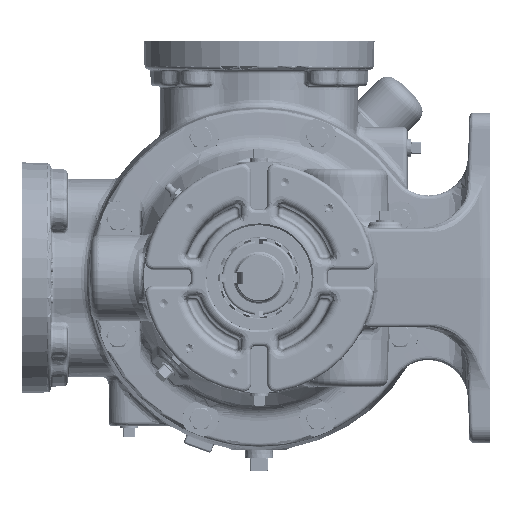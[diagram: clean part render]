
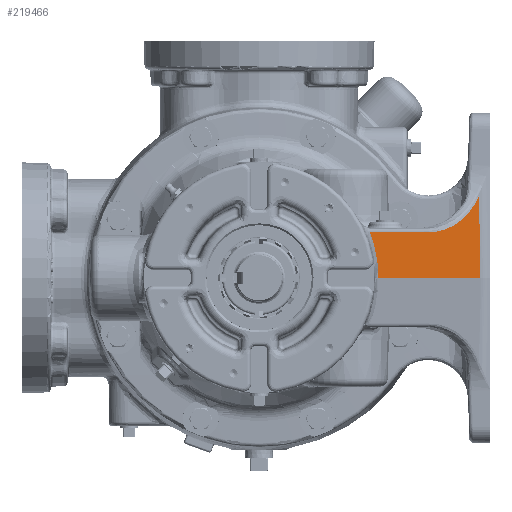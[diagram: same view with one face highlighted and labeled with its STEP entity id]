
A CAD part, left-side view. The second image highlights one B-rep face of the part: STEP entity #219466.
In plain terms, the highlighted planar face has unit normal (-0.642, -0.766, 0.035).
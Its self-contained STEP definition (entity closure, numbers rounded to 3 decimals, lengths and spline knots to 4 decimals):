
#3148 = VECTOR ( 'NONE', #281359, 39.3701 ) ;
#8084 = AXIS2_PLACEMENT_3D ( 'NONE', #123937, #175417, #197335 ) ;
#26484 = CARTESIAN_POINT ( 'NONE',  ( -5.3907, -7.2054, 0. ) ) ;
#26957 = ORIENTED_EDGE ( 'NONE', *, *, #202991, .T. ) ;
#37790 = LINE ( 'NONE', #259387, #81850 ) ;
#60076 = CARTESIAN_POINT ( 'NONE',  ( -9.6437, -3.6151, 0.474 ) ) ;
#81473 = EDGE_CURVE ( 'NONE', #224934, #272785, #308315, .T. ) ;
#81850 = VECTOR ( 'NONE', #117284, 39.3701 ) ;
#84047 = EDGE_CURVE ( 'NONE', #272785, #126868, #148246, .T. ) ;
#84098 = CARTESIAN_POINT ( 'NONE',  ( -6.962, -5.8238, 1.3842 ) ) ;
#88761 = VECTOR ( 'NONE', #218509, 39.3701 ) ;
#92536 = VERTEX_POINT ( 'NONE', #241909 ) ;
#94345 = CARTESIAN_POINT ( 'NONE',  ( -5.9831, -6.7083, 0. ) ) ;
#113334 = CARTESIAN_POINT ( 'NONE',  ( -5.896, -6.6677, 2.4956 ) ) ;
#117284 = DIRECTION ( 'NONE',  ( 0.035, 0.016, 0.999 ) ) ;
#117892 = ORIENTED_EDGE ( 'NONE', *, *, #219876, .T. ) ;
#123937 = CARTESIAN_POINT ( 'NONE',  ( -5.3907, -7.2054, 0. ) ) ;
#126868 = VERTEX_POINT ( 'NONE', #94345 ) ;
#128879 = CARTESIAN_POINT ( 'NONE',  ( -9.667, -3.6172, 0. ) ) ;
#134713 = CARTESIAN_POINT ( 'NONE',  ( -9.667, -3.6172, 0. ) ) ;
#135595 = CARTESIAN_POINT ( 'NONE',  ( -7.7607, -5.1537, 1.3842 ) ) ;
#148246 = LINE ( 'NONE', #26484, #88761 ) ;
#159950 = ORIENTED_EDGE ( 'NONE', *, *, #216037, .T. ) ;
#170216 =( BOUNDED_CURVE ( )  B_SPLINE_CURVE ( 3, ( #202860, #298022, #84098, #135595 ),
 .UNSPECIFIED., .F., .F. ) 
 B_SPLINE_CURVE_WITH_KNOTS ( ( 4, 4 ),
 ( 3.5831, 4.6581 ),
 .UNSPECIFIED. ) 
 CURVE ( )  GEOMETRIC_REPRESENTATION_ITEM ( )  RATIONAL_B_SPLINE_CURVE ( ( 1., 0.906, 0.906, 1. ) ) 
 REPRESENTATION_ITEM ( '' )  );
#175417 = DIRECTION ( 'NONE',  ( -0.642, -0.766, 0.035 ) ) ;
#177306 = CARTESIAN_POINT ( 'NONE',  ( -9.894, -3.3636, 1.3842 ) ) ;
#180319 = ORIENTED_EDGE ( 'NONE', *, *, #81473, .T. ) ;
#181885 = CARTESIAN_POINT ( 'NONE',  ( -9.7202, -3.5297, 0.9402 ) ) ;
#197335 = DIRECTION ( 'NONE',  ( 0.766, -0.643, 0. ) ) ;
#202860 = CARTESIAN_POINT ( 'NONE',  ( -5.896, -6.6677, 2.4956 ) ) ;
#202991 = EDGE_CURVE ( 'NONE', #267780, #92536, #170216, .T. ) ;
#211998 = CARTESIAN_POINT ( 'NONE',  ( -9.894, -3.3636, 1.3842 ) ) ;
#216037 = EDGE_CURVE ( 'NONE', #126868, #267780, #37790, .T. ) ;
#218509 = DIRECTION ( 'NONE',  ( 0.766, -0.643, 0. ) ) ;
#219466 = ADVANCED_FACE ( 'Defeatured_0_4985', ( #222285 ), #247258, .T. ) ;
#219876 = EDGE_CURVE ( 'NONE', #92536, #224934, #287509, .T. ) ;
#222285 = FACE_OUTER_BOUND ( 'NONE', #268971, .T. ) ;
#224934 = VERTEX_POINT ( 'NONE', #211998 ) ;
#241269 = ORIENTED_EDGE ( 'NONE', *, *, #84047, .T. ) ;
#241909 = CARTESIAN_POINT ( 'NONE',  ( -7.7607, -5.1537, 1.3842 ) ) ;
#247258 = PLANE ( 'NONE',  #8084 ) ;
#257948 = CARTESIAN_POINT ( 'NONE',  ( -5.3596, -7.1684, 1.3842 ) ) ;
#259387 = CARTESIAN_POINT ( 'NONE',  ( -5.8632, -6.6524, 3.434 ) ) ;
#267780 = VERTEX_POINT ( 'NONE', #113334 ) ;
#268971 = EDGE_LOOP ( 'NONE', ( #117892, #180319, #241269, #159950, #26957 ) ) ;
#272785 = VERTEX_POINT ( 'NONE', #134713 ) ;
#281359 = DIRECTION ( 'NONE',  ( -0.766, 0.643, 0. ) ) ;
#287509 = LINE ( 'NONE', #257948, #3148 ) ;
#298022 = CARTESIAN_POINT ( 'NONE',  ( -6.2759, -6.3809, 1.7931 ) ) ;
#308315 =( BOUNDED_CURVE ( )  B_SPLINE_CURVE ( 3, ( #177306, #181885, #60076, #128879 ),
 .UNSPECIFIED., .F., .F. ) 
 B_SPLINE_CURVE_WITH_KNOTS ( ( 4, 4 ),
 ( 2.8291, 3.1828 ),
 .UNSPECIFIED. ) 
 CURVE ( )  GEOMETRIC_REPRESENTATION_ITEM ( )  RATIONAL_B_SPLINE_CURVE ( ( 1., 0.99, 0.99, 1. ) ) 
 REPRESENTATION_ITEM ( '' )  );
